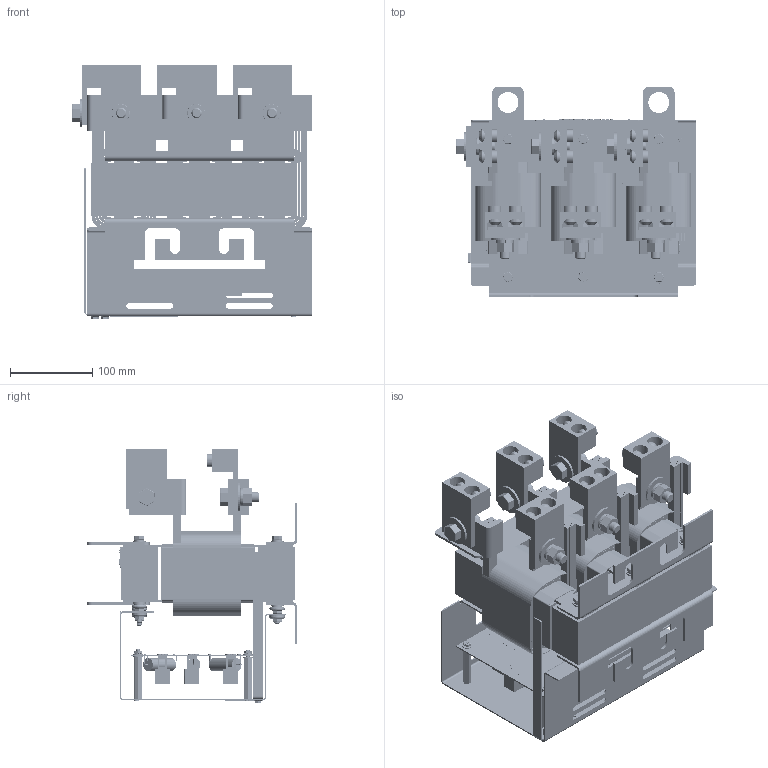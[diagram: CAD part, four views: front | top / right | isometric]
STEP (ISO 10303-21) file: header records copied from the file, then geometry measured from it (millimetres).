
FILE_DESCRIPTION(/* description */ ('V1k assembly'),/* implementation_level */ '2;1');
FILE_NAME(/* name */ 'V1K305A00.stp',/* time_stamp */ '2022-02-28T08:54:15-06:00',/* author */ ('jnelson'),/* organization */ (''),/* preprocessor_version */ 'ST-DEVELOPER v17',/* originating_system */ 'Autodesk Inventor 2019',/* authorisation */ '');
FILE_SCHEMA (('AUTOMOTIVE_DESIGN { 1 0 10303 214 3 1 1 }'));
Products named in the file (45): V1K362A00; KDRG1R WITH 13572 LUGS; KDRG1R; 23412-2.50; 24262; 1505-1763-4495 ASSEMBLY; 30097- LARGE  BLANK  (REACTOR); 24980; 23525; 20852; 24980-core wrap; 24980-Coil Winding; 24980-outer wrap; 15467; 31621-1; 1763-4495 ASSEMBLY; 4495; 1763; 2521; 3935; 13572; 1610 AND 1511; 2401 AND 1512; 2401; 1610 AND 1511 AND 1512; 1610; 1512; 1511; 25285-1-Assembly; 25285-1; 25285-1_1; pem stud 8-32, .50; 30576-1; 25346; 25012; 25011 BRD; 25012-1 DECAL; 25011 long RESISTOR; 25011 short RESISTOR; capacitor 2.15 MTG ...
Assembly tree (119 placements, depth 5):
  V1K362A00
    KDRG1R WITH 13572 LUGS
      KDRG1R
        23412-2.50  x2
        24262  x2
        1505-1763-4495 ASSEMBLY  x6
          4495
          1763
          1505
        1763-4495 ASSEMBLY  x6
          4495
          1763
        30097- LARGE  BLANK  (REACTOR)
        3935  x5
        24980  x3
          23525
          20852
          24980-core wrap
          24980-Coil Winding
          24980-outer wrap
          15467
        31621-1  x2
        2521
        1505  x4
      13572  x6
      2401 AND 1512  x3
        2401
        1512
      1610 AND 1511  x3
        1610
        1511
      2401  x3
      1610 AND 1511 AND 1512  x3
        1610
        1512
        1511
    25285-1-Assembly
      25285-1
        25285-1_1
        pem stud 8-32, .50  x4
      pem stud 8-32, .50  x4
      30576-1
      25346  x4
      25012
        25011 BRD
        25012-1 DECAL
        25011 long RESISTOR  x3
        25011 short RESISTOR  x3
        capacitor 2.15 MTG  x3
      1967  x8
      1496  x4
      25441  x2
      28038-BLANK
      1505  x2
    1505  x2
Bounding box: 291.03 x 255.13 x 308.98 mm (x, y, z)
Volume: 4433994 mm3; surface area: 2005331.4 mm2
Topology: 250 solids, 250 shells, 6137 faces, 16035 edges, 10695 vertices
Faces by surface type: plane 3474, cylinder 2301, bspline 154, cone 108, torus 76, sphere 24
Full cylindrical faces by diameter (mm): 0.762 x12, 1.159 x12, 1.524 x24, 3.175 x6, 3.454 x4, 4.166 x28, 4.318 x5, 4.597 x2, 4.775 x8, 4.978 x2, 5.117 x8, 5.588 x8, 6.147 x12, 6.35 x20, 7.137 x12, 7.62 x12, 8.738 x6, 9.652 x6, 9.906 x2, 12.7 x32, 14.224 x6, 14.287 x6, 14.351 x6, 15.748 x12, 15.875 x27, 18.491 x14, 19.05 x12, 25.4 x2, 35.052 x6
Entity records: 76935 total; most frequent: CARTESIAN_POINT 15764, ORIENTED_EDGE 12300, DIRECTION 12147, EDGE_CURVE 6150, LINE 4119, VECTOR 4119, VERTEX_POINT 4050, AXIS2_PLACEMENT_3D 4014
